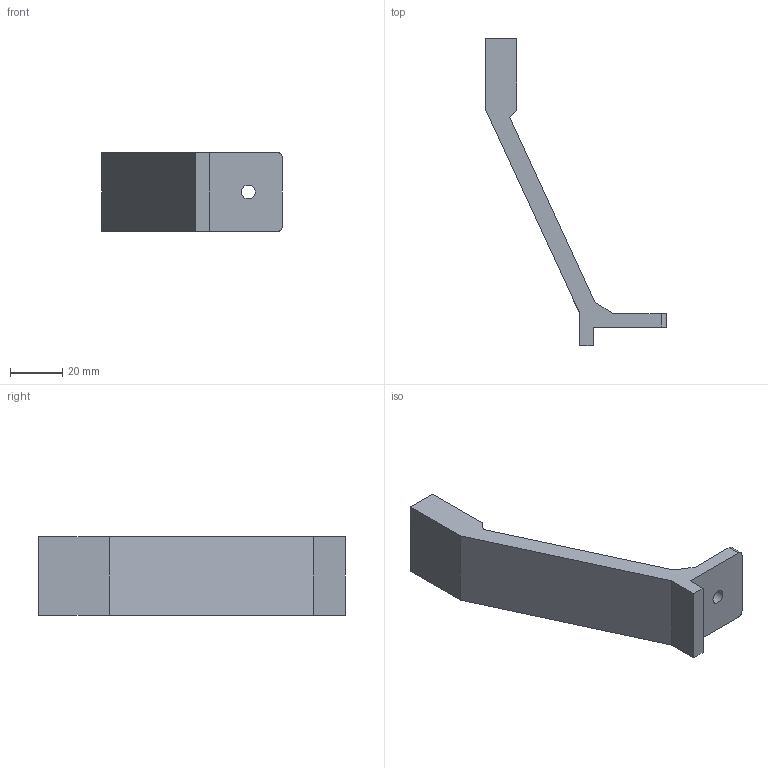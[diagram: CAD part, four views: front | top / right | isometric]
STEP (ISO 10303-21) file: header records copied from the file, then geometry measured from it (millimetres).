
FILE_DESCRIPTION(/* description */ (''),/* implementation_level */ '2;1');
FILE_NAME(/* name */ 'Wize_camera_mount v11.step',/* time_stamp */ '2020-09-24T11:18:55-07:00',/* author */ (''),/* organization */ (''),/* preprocessor_version */ 'ST-DEVELOPER v18.1',/* originating_system */ 'Autodesk Translation Framework v9.3.0.1241',/* authorisation */ '');
FILE_SCHEMA (('AUTOMOTIVE_DESIGN { 1 0 10303 214 3 1 1 }'));
Length unit declared in the file: millimetre
Products named in the file (1): Wize_camera_mount
Bounding box: 69 x 117 x 30 mm (x, y, z)
Volume: 29809.4 mm3; surface area: 13513.5 mm2
Topology: 1 solids, 1 shells, 27 faces, 68 edges, 44 vertices
Faces by surface type: plane 24, cylinder 3
Full cylindrical faces by diameter (mm): 5.3 x1
Entity records: 840 total; most frequent: CARTESIAN_POINT 140, ORIENTED_EDGE 136, DIRECTION 130, EDGE_CURVE 68, LINE 62, VECTOR 62, VERTEX_POINT 44, AXIS2_PLACEMENT_3D 34
